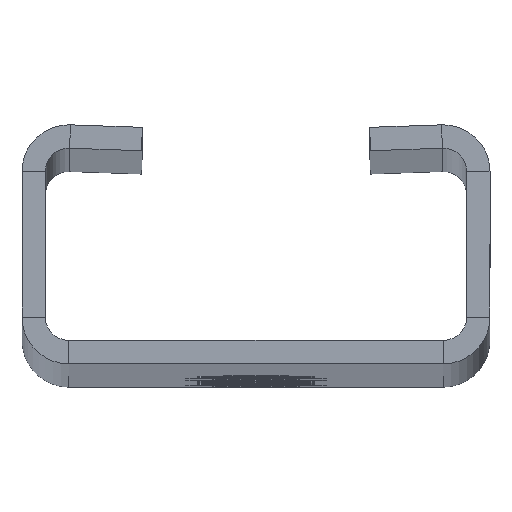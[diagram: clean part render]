
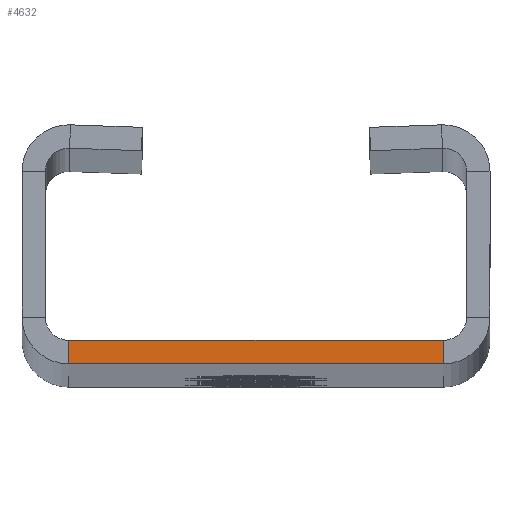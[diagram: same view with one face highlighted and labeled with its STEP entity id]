
A CAD part, top view. The second image highlights one B-rep face of the part: STEP entity #4632.
In plain terms, the highlighted planar face has unit normal (0, 0, 1).
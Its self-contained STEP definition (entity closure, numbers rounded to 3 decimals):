
#137 = VERTEX_POINT ( 'NONE', #1683 ) ;
#201 = LINE ( 'NONE', #4406, #4512 ) ;
#276 = EDGE_CURVE ( 'NONE', #2186, #623, #5156, .T. ) ;
#304 = DIRECTION ( 'NONE',  ( 1., 0., 0. ) ) ;
#328 = ORIENTED_EDGE ( 'NONE', *, *, #853, .T. ) ;
#344 = CARTESIAN_POINT ( 'NONE',  ( -17.5, 1.75, 1000. ) ) ;
#623 = VERTEX_POINT ( 'NONE', #4926 ) ;
#647 = CARTESIAN_POINT ( 'NONE',  ( -17.5, 0., 1000. ) ) ;
#778 = PLANE ( 'NONE',  #3352 ) ;
#828 = CARTESIAN_POINT ( 'NONE',  ( -14., 1.75, 1000. ) ) ;
#853 = EDGE_CURVE ( 'NONE', #3669, #137, #201, .T. ) ;
#1533 = LINE ( 'NONE', #647, #5417 ) ;
#1683 = CARTESIAN_POINT ( 'NONE',  ( 14., 1.75, 1000. ) ) ;
#1700 = DIRECTION ( 'NONE',  ( -1., 0., 0. ) ) ;
#1854 = ORIENTED_EDGE ( 'NONE', *, *, #2227, .T. ) ;
#1996 = EDGE_CURVE ( 'NONE', #3669, #623, #1533, .T. ) ;
#2186 = VERTEX_POINT ( 'NONE', #2880 ) ;
#2227 = EDGE_CURVE ( 'NONE', #137, #2186, #5426, .T. ) ;
#2235 = CARTESIAN_POINT ( 'NONE',  ( 14., 0., 1000. ) ) ;
#2304 = DIRECTION ( 'NONE',  ( 0., 1., 0. ) ) ;
#2347 = DIRECTION ( 'NONE',  ( 0., 0., 1. ) ) ;
#2559 = DIRECTION ( 'NONE',  ( 0., -1., 0. ) ) ;
#2880 = CARTESIAN_POINT ( 'NONE',  ( -14., 1.75, 1000. ) ) ;
#3321 = ORIENTED_EDGE ( 'NONE', *, *, #276, .T. ) ;
#3352 = AXIS2_PLACEMENT_3D ( 'NONE', #4084, #2347, #304 ) ;
#3478 = ORIENTED_EDGE ( 'NONE', *, *, #1996, .F. ) ;
#3650 = VECTOR ( 'NONE', #2559, 1000. ) ;
#3651 = VECTOR ( 'NONE', #1700, 1000. ) ;
#3669 = VERTEX_POINT ( 'NONE', #2235 ) ;
#4084 = CARTESIAN_POINT ( 'NONE',  ( 15.75, 3.5, 1000. ) ) ;
#4406 = CARTESIAN_POINT ( 'NONE',  ( 14., 0., 1000. ) ) ;
#4512 = VECTOR ( 'NONE', #2304, 1000. ) ;
#4632 = ADVANCED_FACE ( 'NONE', ( #5415 ), #778, .T. ) ;
#4926 = CARTESIAN_POINT ( 'NONE',  ( -14., 0., 1000. ) ) ;
#5041 = EDGE_LOOP ( 'NONE', ( #3478, #328, #1854, #3321 ) ) ;
#5156 = LINE ( 'NONE', #828, #3650 ) ;
#5261 = DIRECTION ( 'NONE',  ( -1., 0., 0. ) ) ;
#5415 = FACE_OUTER_BOUND ( 'NONE', #5041, .T. ) ;
#5417 = VECTOR ( 'NONE', #5261, 1000. ) ;
#5426 = LINE ( 'NONE', #344, #3651 ) ;
